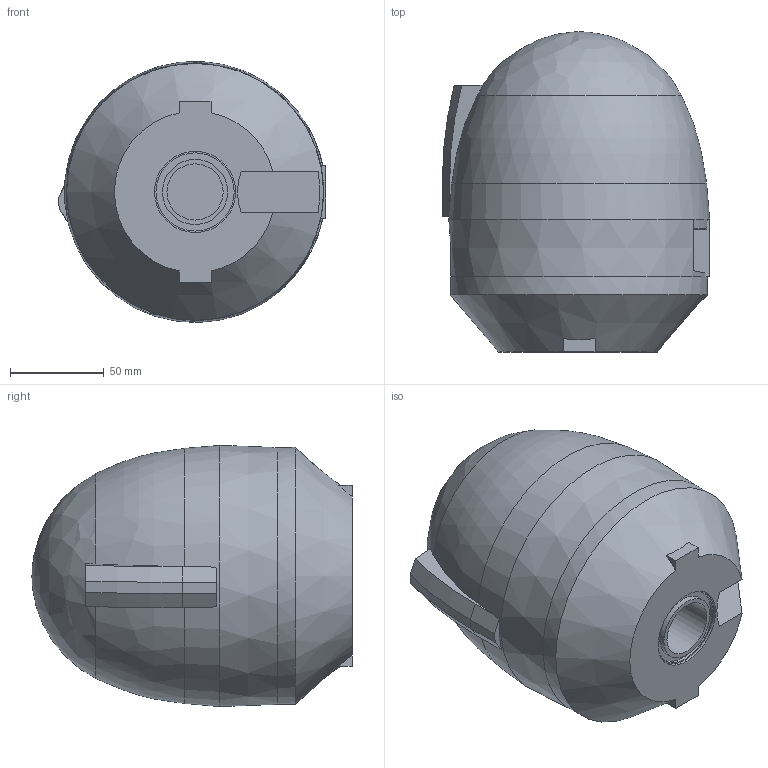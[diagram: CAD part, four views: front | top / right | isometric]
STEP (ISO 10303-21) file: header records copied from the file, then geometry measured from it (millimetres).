
FILE_DESCRIPTION( ( 'STEP AP203' ), ' ' );
FILE_NAME( '9613419805.stp', '2018-03-09T10:33:54', ( '' ), ( '' ), ' ', 'PARTsolutions', ' ' );
FILE_SCHEMA( ( 'CONFIG_CONTROL_DESIGN' ) );
Length unit declared in the file: millimetre
Products named in the file (1): _9613419805
Bounding box: 142.54 x 170.71 x 139.19 mm (x, y, z)
Volume: 1888656.4 mm3; surface area: 89522.7 mm2
Topology: 1 solids, 1 shells, 49 faces, 124 edges, 80 vertices
Faces by surface type: plane 34, cylinder 7, cone 6, bspline 2
Full cylindrical faces by diameter (mm): 30 x1, 34.7 x1, 41.7 x1, 43.2 x1, 137 x1
Entity records: 1509 total; most frequent: CARTESIAN_POINT 400, ORIENTED_EDGE 216, DIRECTION 209, EDGE_CURVE 108, AXIS2_PLACEMENT_3D 80, VERTEX_POINT 75, EDGE_LOOP 60, FACE_OUTER_BOUND 53
